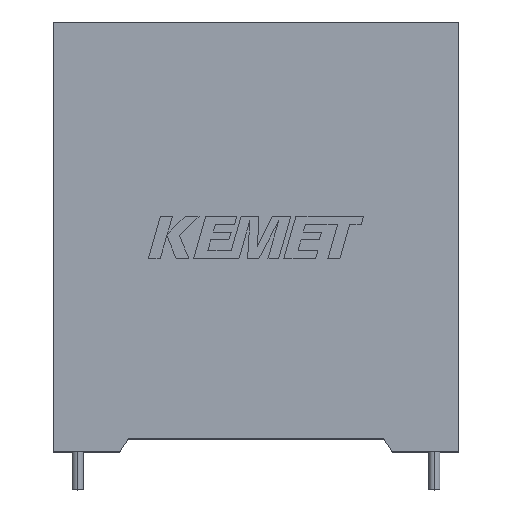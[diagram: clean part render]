
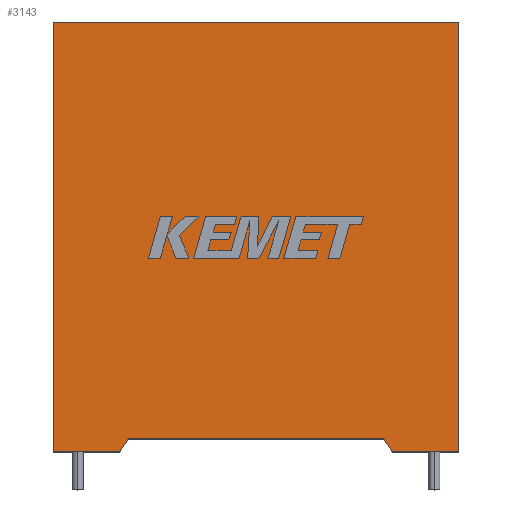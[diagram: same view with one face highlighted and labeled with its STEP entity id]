
A CAD part, top view. The second image highlights one B-rep face of the part: STEP entity #3143.
In plain terms, the highlighted planar face has unit normal (0, 0, 1).
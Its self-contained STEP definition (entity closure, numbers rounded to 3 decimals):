
#30 = LINE ( 'NONE', #2140, #1854 ) ;
#47 = DIRECTION ( 'NONE',  ( -0.561, -0.828, 0. ) ) ;
#100 = DIRECTION ( 'NONE',  ( 1., 0., 0. ) ) ;
#214 = EDGE_LOOP ( 'NONE', ( #2654, #472, #569, #825, #3092, #2108, #1993, #1394 ) ) ;
#236 = LINE ( 'NONE', #1071, #2672 ) ;
#297 = CARTESIAN_POINT ( 'NONE',  ( 0., 0., 30.4 ) ) ;
#329 = EDGE_CURVE ( 'NONE', #947, #1650, #2135, .T. ) ;
#360 = CARTESIAN_POINT ( 'NONE',  ( 42.6, 0., 30.4 ) ) ;
#375 = CARTESIAN_POINT ( 'NONE',  ( 0., 0., 30.4 ) ) ;
#378 = VERTEX_POINT ( 'NONE', #2181 ) ;
#383 = VECTOR ( 'NONE', #773, 1000. ) ;
#467 = CARTESIAN_POINT ( 'NONE',  ( 0., 45.2, 30.4 ) ) ;
#472 = ORIENTED_EDGE ( 'NONE', *, *, #1575, .T. ) ;
#484 = CARTESIAN_POINT ( 'NONE',  ( 7.85, 1.329, 30.4 ) ) ;
#500 = VECTOR ( 'NONE', #2229, 1000. ) ;
#569 = ORIENTED_EDGE ( 'NONE', *, *, #1940, .T. ) ;
#593 = VECTOR ( 'NONE', #1668, 1000. ) ;
#623 = LINE ( 'NONE', #484, #3066 ) ;
#644 = VERTEX_POINT ( 'NONE', #3058 ) ;
#662 = VERTEX_POINT ( 'NONE', #375 ) ;
#688 = EDGE_CURVE ( 'NONE', #871, #1715, #2680, .T. ) ;
#773 = DIRECTION ( 'NONE',  ( 0., -1., 0. ) ) ;
#825 = ORIENTED_EDGE ( 'NONE', *, *, #329, .T. ) ;
#851 = VECTOR ( 'NONE', #3049, 1000. ) ;
#871 = VERTEX_POINT ( 'NONE', #2669 ) ;
#936 = DIRECTION ( 'NONE',  ( -1., 0., 0. ) ) ;
#947 = VERTEX_POINT ( 'NONE', #360 ) ;
#1002 = DIRECTION ( 'NONE',  ( 0., 1., 0. ) ) ;
#1038 = CARTESIAN_POINT ( 'NONE',  ( 0., 0., 30.4 ) ) ;
#1071 = CARTESIAN_POINT ( 'NONE',  ( 0., 0., 30.4 ) ) ;
#1158 = CARTESIAN_POINT ( 'NONE',  ( 7.85, 1.329, 30.4 ) ) ;
#1394 = ORIENTED_EDGE ( 'NONE', *, *, #1771, .F. ) ;
#1515 = LINE ( 'NONE', #297, #500 ) ;
#1575 = EDGE_CURVE ( 'NONE', #871, #378, #30, .T. ) ;
#1650 = VERTEX_POINT ( 'NONE', #2046 ) ;
#1668 = DIRECTION ( 'NONE',  ( -1., 0., 0. ) ) ;
#1696 = CARTESIAN_POINT ( 'NONE',  ( 42.6, 0., 30.4 ) ) ;
#1715 = VERTEX_POINT ( 'NONE', #1158 ) ;
#1771 = EDGE_CURVE ( 'NONE', #1715, #2836, #623, .T. ) ;
#1828 = DIRECTION ( 'NONE',  ( 0.561, -0.828, 0. ) ) ;
#1854 = VECTOR ( 'NONE', #1828, 1000. ) ;
#1856 = EDGE_CURVE ( 'NONE', #644, #662, #2902, .T. ) ;
#1940 = EDGE_CURVE ( 'NONE', #378, #947, #236, .T. ) ;
#1993 = ORIENTED_EDGE ( 'NONE', *, *, #2203, .T. ) ;
#2046 = CARTESIAN_POINT ( 'NONE',  ( 42.6, 45.2, 30.4 ) ) ;
#2095 = FACE_OUTER_BOUND ( 'NONE', #214, .T. ) ;
#2108 = ORIENTED_EDGE ( 'NONE', *, *, #1856, .T. ) ;
#2135 = LINE ( 'NONE', #1696, #2878 ) ;
#2140 = CARTESIAN_POINT ( 'NONE',  ( 34.75, 1.329, 30.4 ) ) ;
#2181 = CARTESIAN_POINT ( 'NONE',  ( 35.65, 0., 30.4 ) ) ;
#2203 = EDGE_CURVE ( 'NONE', #662, #2836, #1515, .T. ) ;
#2229 = DIRECTION ( 'NONE',  ( 1., 0., 0. ) ) ;
#2383 = PLANE ( 'NONE',  #3085 ) ;
#2403 = CARTESIAN_POINT ( 'NONE',  ( 0., 0., 30.4 ) ) ;
#2418 = DIRECTION ( 'NONE',  ( 0., 0., -1. ) ) ;
#2537 = CARTESIAN_POINT ( 'NONE',  ( 21.3, 1.329, 30.4 ) ) ;
#2654 = ORIENTED_EDGE ( 'NONE', *, *, #688, .F. ) ;
#2669 = CARTESIAN_POINT ( 'NONE',  ( 34.75, 1.329, 30.4 ) ) ;
#2672 = VECTOR ( 'NONE', #100, 1000. ) ;
#2680 = LINE ( 'NONE', #2537, #851 ) ;
#2684 = LINE ( 'NONE', #467, #593 ) ;
#2782 = CARTESIAN_POINT ( 'NONE',  ( 6.95, 0., 30.4 ) ) ;
#2836 = VERTEX_POINT ( 'NONE', #2782 ) ;
#2878 = VECTOR ( 'NONE', #1002, 1000. ) ;
#2902 = LINE ( 'NONE', #1038, #383 ) ;
#3049 = DIRECTION ( 'NONE',  ( -1., 0., 0. ) ) ;
#3058 = CARTESIAN_POINT ( 'NONE',  ( 0., 45.2, 30.4 ) ) ;
#3066 = VECTOR ( 'NONE', #47, 1000. ) ;
#3085 = AXIS2_PLACEMENT_3D ( 'NONE', #2403, #2418, #936 ) ;
#3092 = ORIENTED_EDGE ( 'NONE', *, *, #3109, .T. ) ;
#3109 = EDGE_CURVE ( 'NONE', #1650, #644, #2684, .T. ) ;
#3143 = ADVANCED_FACE ( 'NONE', ( #2095 ), #2383, .F. ) ;
